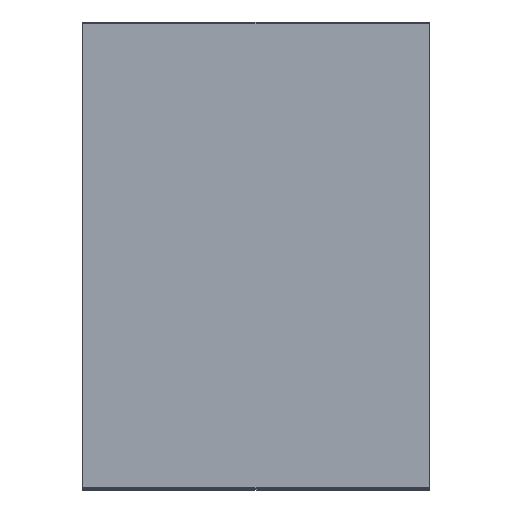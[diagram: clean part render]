
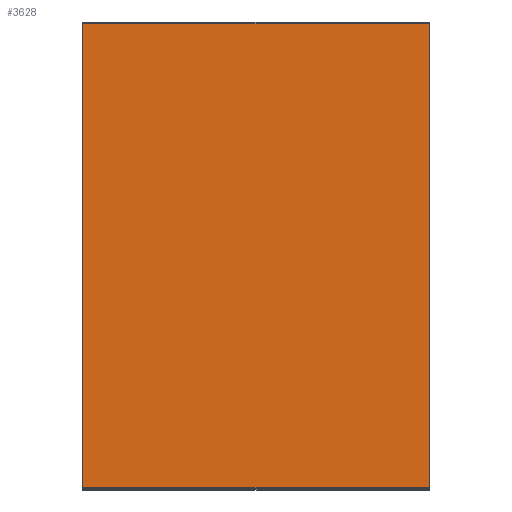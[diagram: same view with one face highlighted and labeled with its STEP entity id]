
A CAD part, top view. The second image highlights one B-rep face of the part: STEP entity #3628.
In plain terms, the highlighted face is planar.
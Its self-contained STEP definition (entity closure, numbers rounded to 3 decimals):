
#157 = VECTOR ( 'NONE', #1087, 1000. ) ;
#204 = CARTESIAN_POINT ( 'NONE',  ( 500., -667.5, -3. ) ) ;
#373 = AXIS2_PLACEMENT_3D ( 'NONE', #775, #1433, #3193 ) ;
#610 = EDGE_LOOP ( 'NONE', ( #1073, #2760, #2888, #3280 ) ) ;
#775 = CARTESIAN_POINT ( 'NONE',  ( 0., 0., -3. ) ) ;
#888 = DIRECTION ( 'NONE',  ( -1., 0., 0. ) ) ;
#917 = CARTESIAN_POINT ( 'NONE',  ( 500., 673.5, -3. ) ) ;
#1073 = ORIENTED_EDGE ( 'NONE', *, *, #1310, .F. ) ;
#1087 = DIRECTION ( 'NONE',  ( 0., -1., 0. ) ) ;
#1133 = PLANE ( 'NONE',  #373 ) ;
#1248 = EDGE_CURVE ( 'NONE', #1693, #4047, #2294, .T. ) ;
#1256 = CARTESIAN_POINT ( 'NONE',  ( -500., -667.5, -3. ) ) ;
#1310 = EDGE_CURVE ( 'NONE', #3685, #1693, #2689, .T. ) ;
#1347 = CARTESIAN_POINT ( 'NONE',  ( -500., -667.5, -3. ) ) ;
#1433 = DIRECTION ( 'NONE',  ( 0., 0., -1. ) ) ;
#1528 = EDGE_CURVE ( 'NONE', #4047, #4345, #1791, .T. ) ;
#1597 = VECTOR ( 'NONE', #3694, 1000. ) ;
#1693 = VERTEX_POINT ( 'NONE', #917 ) ;
#1791 = LINE ( 'NONE', #4198, #157 ) ;
#2063 = EDGE_CURVE ( 'NONE', #4345, #3685, #3061, .T. ) ;
#2294 = LINE ( 'NONE', #4399, #4296 ) ;
#2463 = CARTESIAN_POINT ( 'NONE',  ( -500., 673.5, -3. ) ) ;
#2689 = LINE ( 'NONE', #4101, #1597 ) ;
#2760 = ORIENTED_EDGE ( 'NONE', *, *, #2063, .F. ) ;
#2888 = ORIENTED_EDGE ( 'NONE', *, *, #1528, .F. ) ;
#3061 = LINE ( 'NONE', #1347, #4009 ) ;
#3143 = FACE_OUTER_BOUND ( 'NONE', #610, .T. ) ;
#3193 = DIRECTION ( 'NONE',  ( -1., 0., 0. ) ) ;
#3280 = ORIENTED_EDGE ( 'NONE', *, *, #1248, .F. ) ;
#3628 = ADVANCED_FACE ( 'NONE', ( #3143 ), #1133, .T. ) ;
#3685 = VERTEX_POINT ( 'NONE', #204 ) ;
#3694 = DIRECTION ( 'NONE',  ( 0., 1., 0. ) ) ;
#3768 = DIRECTION ( 'NONE',  ( 1., 0., 0. ) ) ;
#4009 = VECTOR ( 'NONE', #3768, 1000. ) ;
#4047 = VERTEX_POINT ( 'NONE', #2463 ) ;
#4101 = CARTESIAN_POINT ( 'NONE',  ( 500., -673.5, -3. ) ) ;
#4198 = CARTESIAN_POINT ( 'NONE',  ( -500., -673.5, -3. ) ) ;
#4296 = VECTOR ( 'NONE', #888, 1000. ) ;
#4345 = VERTEX_POINT ( 'NONE', #1256 ) ;
#4399 = CARTESIAN_POINT ( 'NONE',  ( -500., 673.5, -3. ) ) ;
